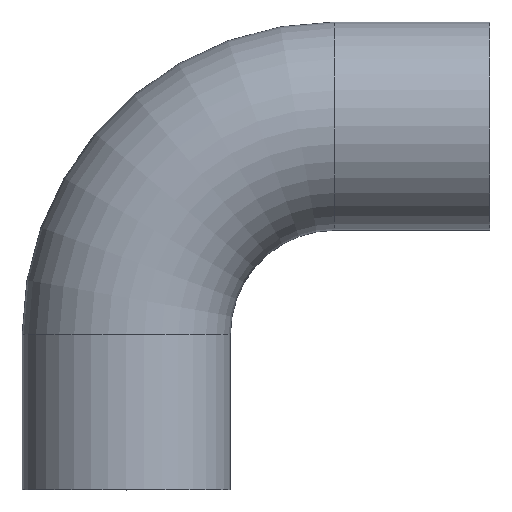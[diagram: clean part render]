
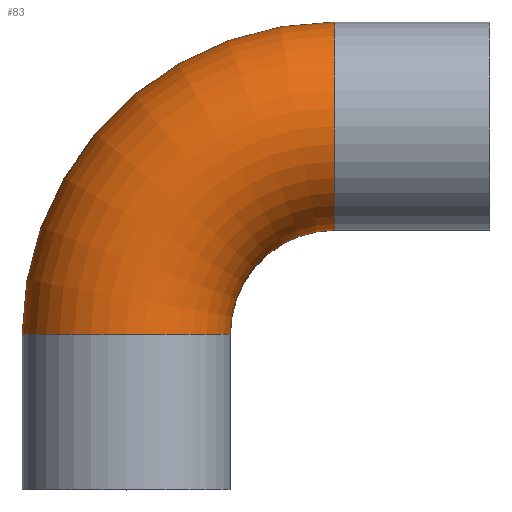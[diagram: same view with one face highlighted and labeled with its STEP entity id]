
A CAD part, top view. The second image highlights one B-rep face of the part: STEP entity #83.
In plain terms, the highlighted toroidal (fillet/blend) face has major radius 110 mm and minor radius 55 mm.
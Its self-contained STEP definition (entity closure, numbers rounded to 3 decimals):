
#83 = ADVANCED_FACE( '', ( #217 ), #218, .T. );
#97 = VERTEX_POINT( '', #235 );
#103 = EDGE_CURVE( '', #97, #165, #242, .T. );
#105 = EDGE_CURVE( '', #159, #97, #244, .T. );
#117 = VERTEX_POINT( '', #257 );
#129 = EDGE_CURVE( '', #117, #165, #271, .T. );
#159 = VERTEX_POINT( '', #307 );
#165 = VERTEX_POINT( '', #313 );
#181 = EDGE_CURVE( '', #117, #159, #331, .T. );
#217 = FACE_OUTER_BOUND( '', #357, .T. );
#218 = TOROIDAL_SURFACE( '', #358, 110., 55. );
#235 = CARTESIAN_POINT( '', ( 55., 82., 0. ) );
#242 = CIRCLE( '', #387, 55. );
#244 = CIRCLE( '', #390, 55. );
#257 = CARTESIAN_POINT( '', ( 110., 247., 0. ) );
#271 = CIRCLE( '', #424, 55. );
#307 = CARTESIAN_POINT( '', ( -55., 82., 0. ) );
#313 = CARTESIAN_POINT( '', ( 110., 137., 0. ) );
#331 = CIRCLE( '', #497, 165. );
#357 = EDGE_LOOP( '', ( #527, #528, #529, #530 ) );
#358 = AXIS2_PLACEMENT_3D( '', #531, #532, #533 );
#387 = AXIS2_PLACEMENT_3D( '', #573, #574, #575 );
#390 = AXIS2_PLACEMENT_3D( '', #576, #577, #578 );
#424 = AXIS2_PLACEMENT_3D( '', #615, #616, #617 );
#497 = AXIS2_PLACEMENT_3D( '', #687, #688, #689 );
#527 = ORIENTED_EDGE( '', *, *, #181, .T. );
#528 = ORIENTED_EDGE( '', *, *, #105, .T. );
#529 = ORIENTED_EDGE( '', *, *, #103, .T. );
#530 = ORIENTED_EDGE( '', *, *, #129, .F. );
#531 = CARTESIAN_POINT( '', ( 110., 82., 0. ) );
#532 = DIRECTION( '', ( 0., 0., 1. ) );
#533 = DIRECTION( '', ( 1., 0., 0. ) );
#573 = CARTESIAN_POINT( '', ( 110., 82., 0. ) );
#574 = DIRECTION( '', ( 0., 0., -1. ) );
#575 = DIRECTION( '', ( 1., 0., 0. ) );
#576 = CARTESIAN_POINT( '', ( 0., 82., 0. ) );
#577 = DIRECTION( '', ( 0., 1., 0. ) );
#578 = DIRECTION( '', ( 1., 0., 0. ) );
#615 = CARTESIAN_POINT( '', ( 110., 192., 0. ) );
#616 = DIRECTION( '', ( 1., 0., 0. ) );
#617 = DIRECTION( '', ( 0., -1., 0. ) );
#687 = CARTESIAN_POINT( '', ( 110., 82., 0. ) );
#688 = DIRECTION( '', ( 0., 0., 1. ) );
#689 = DIRECTION( '', ( 1., 0., 0. ) );
